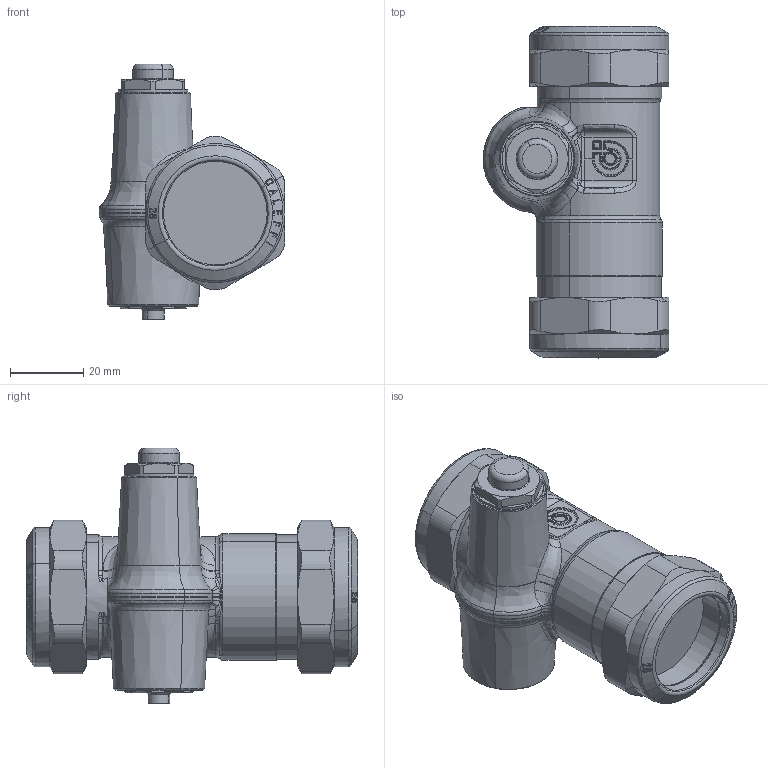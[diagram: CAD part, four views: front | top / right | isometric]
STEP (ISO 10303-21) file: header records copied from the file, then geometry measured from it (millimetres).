
FILE_DESCRIPTION(('CATIA V5 STEP Exchange','CAx-IF Rec.Pracs.--- Model Styling and Organization---1.5--- 2016-08-15','CAx-IF Rec.Pracs.---Supplemental Geometry---1.0---2011-11-01','CAx-IF Rec.Pracs.--- Composite Materials ---3.4---2017-06-13','CAx-IF Rec.Pracs.---Tessellated 3D Geometry---1.0---2015-12-17'),'2;1');
FILE_NAME('STEP_108322_-_TST.stp','2024-02-28T13:40:05+00:00',('none'),('none'),'CATIA Version 5-6 Release 2020 SP5','CATIA V5 STEP AP242 v2','none');
FILE_SCHEMA(('AP242_MANAGED_MODEL_BASED_3D_ENGINEERING_MIM_LF {1 0 10303 442 1 1 4}'));
Products named in the file (1): 108322 - TST
Bounding box: 50.75 x 90.62 x 69.9 mm (x, y, z)
Volume: 97145.9 mm3; surface area: 23576.3 mm2
Topology: 1 solids, 5 shells, 1282 faces, 3409 edges, 2148 vertices
Faces by surface type: plane 786, cone 133, bspline 133, cylinder 131, torus 91, sphere 8
Entity records: 47145 total; most frequent: CARTESIAN_POINT 20580, ORIENTED_EDGE 6772, DIRECTION 3389, EDGE_CURVE 3386, VERTEX_POINT 2148, B_SPLINE_CURVE_WITH_KNOTS 1911, AXIS2_PLACEMENT_3D 1419, EDGE_LOOP 1322
